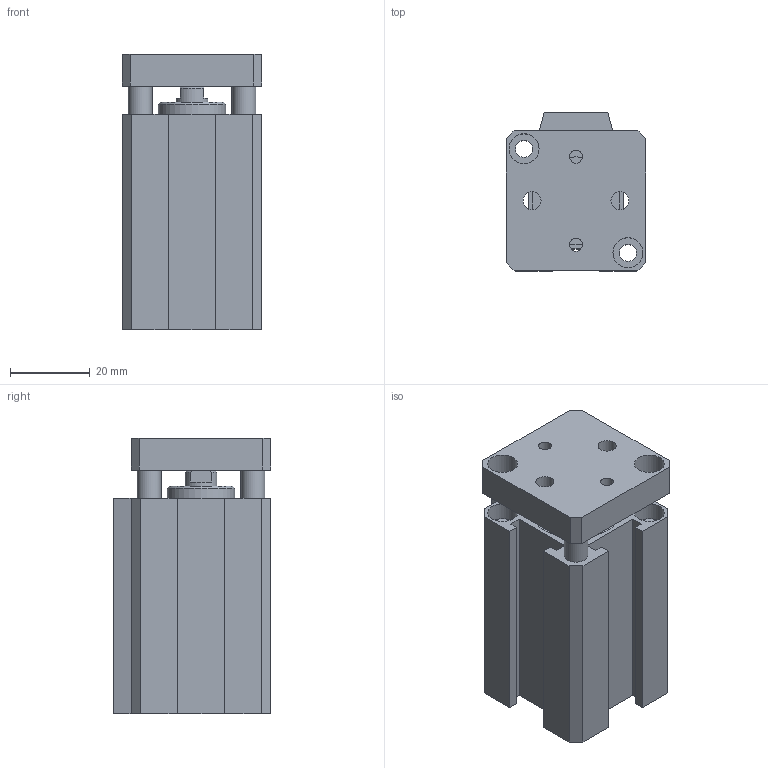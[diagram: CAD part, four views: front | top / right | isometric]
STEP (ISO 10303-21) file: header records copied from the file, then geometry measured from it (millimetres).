
FILE_DESCRIPTION(/* description */ ('PROFILO X COMPATTO Ø20'),/* implementation_level */ '2;1');
FILE_NAME(/* name */ '1501_20_0025_AR.stp',/* time_stamp */ '2016-08-24T10:56:59+02:00',/* author */ ('Maniean1'),/* organization */ (''),/* preprocessor_version */ 'ST-DEVELOPER v15.2',/* originating_system */ 'Autodesk Inventor 2014',/* authorisation */ '');
FILE_SCHEMA (('AUTOMOTIVE_DESIGN { 1 0 10303 214 3 1 1 }'));
Length unit declared in the file: millimetre
Products named in the file (3): C_1501_20_0025_AR; S_1501_20_0025_AR; 1501_20_0025_AR
Bounding box: 35 x 39.5 x 69 mm (x, y, z)
Volume: 55395 mm3; surface area: 29027.9 mm2
Topology: 2 solids, 2 shells, 109 faces, 252 edges, 168 vertices
Faces by surface type: plane 73, cylinder 31, cone 5
Full cylindrical faces by diameter (mm): 3.242 x2, 4.3 x3, 4.5 x2, 6 x4, 7.5 x10, 8 x2, 8.566 x2, 17 x2, 20 x2, 22 x2
Entity records: 2991 total; most frequent: DIRECTION 508, CARTESIAN_POINT 500, ORIENTED_EDGE 428, EDGE_CURVE 214, EDGE_LOOP 184, AXIS2_PLACEMENT_3D 184, VERTEX_POINT 164, LINE 140
